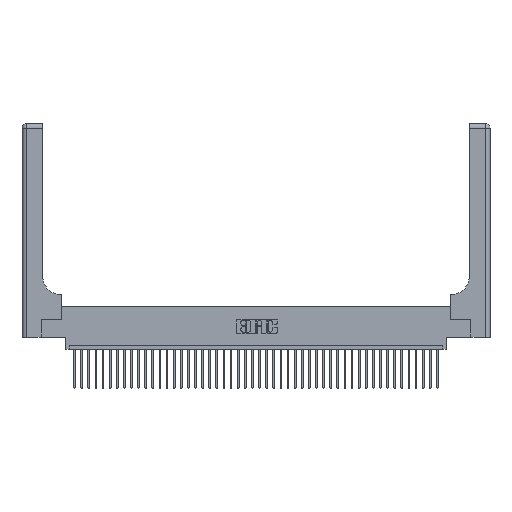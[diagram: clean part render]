
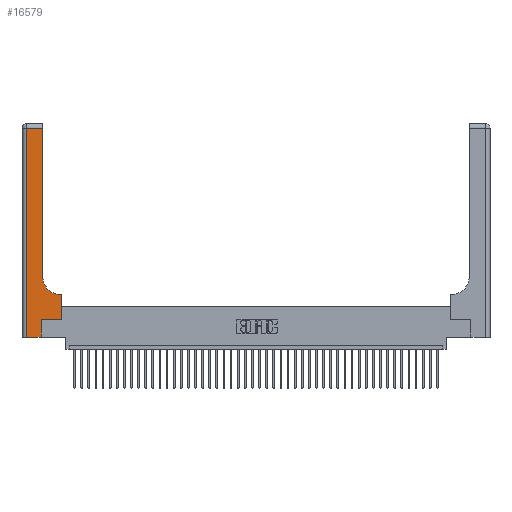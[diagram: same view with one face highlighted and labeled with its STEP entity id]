
A CAD part, top view. The second image highlights one B-rep face of the part: STEP entity #16579.
In plain terms, the highlighted planar face has unit normal (0, 0, 1).
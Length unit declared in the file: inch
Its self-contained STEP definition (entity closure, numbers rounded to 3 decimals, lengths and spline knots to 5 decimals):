
#128 = CARTESIAN_POINT ( 'NONE',  ( 0.06, 3., 0.37 ) ) ;
#239 = CARTESIAN_POINT ( 'NONE',  ( 0., 3., 0.37 ) ) ;
#275 = CARTESIAN_POINT ( 'NONE',  ( 0., 2.94, 0.37 ) ) ;
#306 = CARTESIAN_POINT ( 'NONE',  ( 0.5585, 0.6, 0.37 ) ) ;
#1372 = ORIENTED_EDGE ( 'NONE', *, *, #14436, .T. ) ;
#2637 = EDGE_CURVE ( 'NONE', #21972, #13660, #28798, .T. ) ;
#2661 = ORIENTED_EDGE ( 'NONE', *, *, #7339, .T. ) ;
#3023 = VERTEX_POINT ( 'NONE', #28406 ) ;
#3256 = EDGE_CURVE ( 'NONE', #15610, #3023, #26459, .T. ) ;
#3545 = EDGE_CURVE ( 'NONE', #10441, #16819, #11888, .T. ) ;
#3566 = VERTEX_POINT ( 'NONE', #39147 ) ;
#6510 = DIRECTION ( 'NONE',  ( 1., 0., 0. ) ) ;
#7339 = EDGE_CURVE ( 'NONE', #3566, #32985, #42321, .T. ) ;
#7576 = AXIS2_PLACEMENT_3D ( 'NONE', #239, #20321, #13517 ) ;
#7669 = CARTESIAN_POINT ( 'NONE',  ( 0.269, 0., 0.37 ) ) ;
#7747 = CARTESIAN_POINT ( 'NONE',  ( 0.269, 0.25, 0.37 ) ) ;
#7757 = DIRECTION ( 'NONE',  ( 0., 1., 0. ) ) ;
#8080 = CARTESIAN_POINT ( 'NONE',  ( 0.5585, 0.25, 0.37 ) ) ;
#9086 = DIRECTION ( 'NONE',  ( 1., 0., 0. ) ) ;
#10441 = VERTEX_POINT ( 'NONE', #306 ) ;
#11311 = LINE ( 'NONE', #7747, #34191 ) ;
#11395 = VECTOR ( 'NONE', #9086, 39.37008 ) ;
#11888 = LINE ( 'NONE', #23936, #33713 ) ;
#11926 = LINE ( 'NONE', #275, #19696 ) ;
#13115 = DIRECTION ( 'NONE',  ( 0., 1., 0. ) ) ;
#13517 = DIRECTION ( 'NONE',  ( -1., 0., 0. ) ) ;
#13660 = VERTEX_POINT ( 'NONE', #41992 ) ;
#14436 = EDGE_CURVE ( 'NONE', #32985, #21972, #27997, .T. ) ;
#15519 = ORIENTED_EDGE ( 'NONE', *, *, #3256, .T. ) ;
#15610 = VERTEX_POINT ( 'NONE', #18494 ) ;
#15679 = ORIENTED_EDGE ( 'NONE', *, *, #30452, .T. ) ;
#16579 = ADVANCED_FACE ( 'NONE', ( #24330 ), #36727, .F. ) ;
#16819 = VERTEX_POINT ( 'NONE', #40525 ) ;
#17541 = DIRECTION ( 'NONE',  ( -1., 0., 0. ) ) ;
#18494 = CARTESIAN_POINT ( 'NONE',  ( 0.2915, 0.85, 0.37 ) ) ;
#19696 = VECTOR ( 'NONE', #36919, 39.37008 ) ;
#20321 = DIRECTION ( 'NONE',  ( 0., 0., -1. ) ) ;
#20668 = ORIENTED_EDGE ( 'NONE', *, *, #39387, .T. ) ;
#21972 = VERTEX_POINT ( 'NONE', #7669 ) ;
#22433 = DIRECTION ( 'NONE',  ( 0., 1., 0. ) ) ;
#22714 = CARTESIAN_POINT ( 'NONE',  ( 0.269, 0., 0.37 ) ) ;
#22980 = CARTESIAN_POINT ( 'NONE',  ( 0.2915, 3., 0.37 ) ) ;
#23062 = CARTESIAN_POINT ( 'NONE',  ( 0.5415, 0.85, 0.37 ) ) ;
#23936 = CARTESIAN_POINT ( 'NONE',  ( 0.2915, 0.6, 0.37 ) ) ;
#24330 = FACE_OUTER_BOUND ( 'NONE', #24349, .T. ) ;
#24349 = EDGE_LOOP ( 'NONE', ( #15519, #15679, #2661, #1372, #31020, #39675, #25073, #32587, #20668 ) ) ;
#25073 = ORIENTED_EDGE ( 'NONE', *, *, #27286, .T. ) ;
#25605 = CARTESIAN_POINT ( 'NONE',  ( 0., 0., 0.37 ) ) ;
#26379 = DIRECTION ( 'NONE',  ( 0., 0., -1. ) ) ;
#26459 = LINE ( 'NONE', #22980, #28033 ) ;
#27286 = EDGE_CURVE ( 'NONE', #41361, #10441, #28143, .T. ) ;
#27997 = LINE ( 'NONE', #25605, #11395 ) ;
#28033 = VECTOR ( 'NONE', #13115, 39.37008 ) ;
#28143 = LINE ( 'NONE', #30848, #36500 ) ;
#28406 = CARTESIAN_POINT ( 'NONE',  ( 0.2915, 2.94, 0.37 ) ) ;
#28798 = LINE ( 'NONE', #22714, #42889 ) ;
#29430 = CIRCLE ( 'NONE', #41962, 0.25 ) ;
#30326 = VECTOR ( 'NONE', #33551, 39.37008 ) ;
#30452 = EDGE_CURVE ( 'NONE', #3023, #3566, #11926, .T. ) ;
#30848 = CARTESIAN_POINT ( 'NONE',  ( 0.5585, 0.25, 0.37 ) ) ;
#31020 = ORIENTED_EDGE ( 'NONE', *, *, #2637, .T. ) ;
#31129 = DIRECTION ( 'NONE',  ( 1., 0., 0. ) ) ;
#31861 = EDGE_CURVE ( 'NONE', #13660, #41361, #11311, .T. ) ;
#32587 = ORIENTED_EDGE ( 'NONE', *, *, #3545, .T. ) ;
#32985 = VERTEX_POINT ( 'NONE', #38219 ) ;
#33551 = DIRECTION ( 'NONE',  ( 0., -1., 0. ) ) ;
#33713 = VECTOR ( 'NONE', #17541, 39.37008 ) ;
#34191 = VECTOR ( 'NONE', #31129, 39.37008 ) ;
#36500 = VECTOR ( 'NONE', #7757, 39.37008 ) ;
#36727 = PLANE ( 'NONE',  #7576 ) ;
#36919 = DIRECTION ( 'NONE',  ( -1., 0., 0. ) ) ;
#38219 = CARTESIAN_POINT ( 'NONE',  ( 0.06, 0., 0.37 ) ) ;
#39147 = CARTESIAN_POINT ( 'NONE',  ( 0.06, 2.94, 0.37 ) ) ;
#39387 = EDGE_CURVE ( 'NONE', #16819, #15610, #29430, .T. ) ;
#39675 = ORIENTED_EDGE ( 'NONE', *, *, #31861, .T. ) ;
#40525 = CARTESIAN_POINT ( 'NONE',  ( 0.5415, 0.6, 0.37 ) ) ;
#41361 = VERTEX_POINT ( 'NONE', #8080 ) ;
#41962 = AXIS2_PLACEMENT_3D ( 'NONE', #23062, #26379, #6510 ) ;
#41992 = CARTESIAN_POINT ( 'NONE',  ( 0.269, 0.25, 0.37 ) ) ;
#42321 = LINE ( 'NONE', #128, #30326 ) ;
#42889 = VECTOR ( 'NONE', #22433, 39.37008 ) ;
